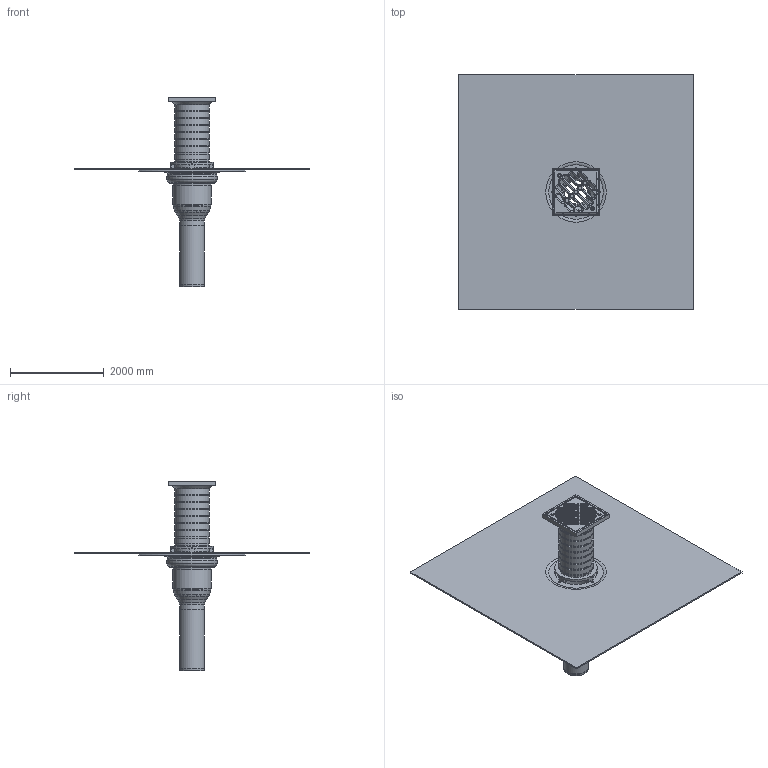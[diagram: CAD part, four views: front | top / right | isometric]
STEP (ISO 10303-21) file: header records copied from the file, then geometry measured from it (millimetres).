
FILE_DESCRIPTION(/* description */ (''),/* implementation_level */ '2;1');
FILE_NAME(/* name */ '15272.050X_3D.stp',/* time_stamp */ '2024-12-11T14:55:43+01:00',/* author */ ('CAD'),/* organization */ (''),/* preprocessor_version */ 'ST-DEVELOPER v20',/* originating_system */ 'AutoCAD Mechanical',/* authorisation */ '');
FILE_SCHEMA (('AUTOMOTIVE_DESIGN { 1 0 10303 214 3 1 1 }'));
Length unit declared in the file: centimetre
Products named in the file (2): Product; *S0
Assembly tree (1 placements, depth 2):
  Product
    *S0
Bounding box: 5000 x 5000 x 4037.7 mm (x, y, z)
Volume: 1088636051.4 mm3; surface area: 82378871.8 mm2
Topology: 10 solids, 10 shells, 517 faces, 1236 edges, 777 vertices
Faces by surface type: cylinder 182, plane 173, torus 99, cone 46, sphere 16, bspline 1
Full cylindrical faces by diameter (mm): 20 x8, 35 x2, 85 x2, 500 x2, 530 x2, 720 x8, 730 x9, 736 x1, 770 x2, 780 x1, 810 x2, 885 x1, 900 x1, 901 x1, 905 x1, 953.818 x1, 965 x2
Entity records: 16265 total; most frequent: CARTESIAN_POINT 3609, DIRECTION 2869, ORIENTED_EDGE 2470, EDGE_CURVE 1235, AXIS2_PLACEMENT_3D 1166, VERTEX_POINT 775, CIRCLE 646, EDGE_LOOP 612
